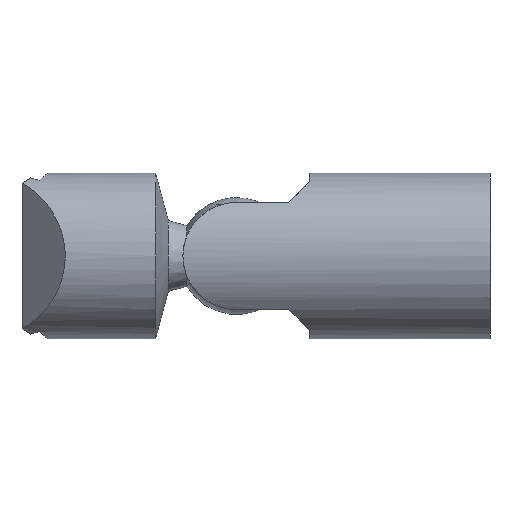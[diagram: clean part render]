
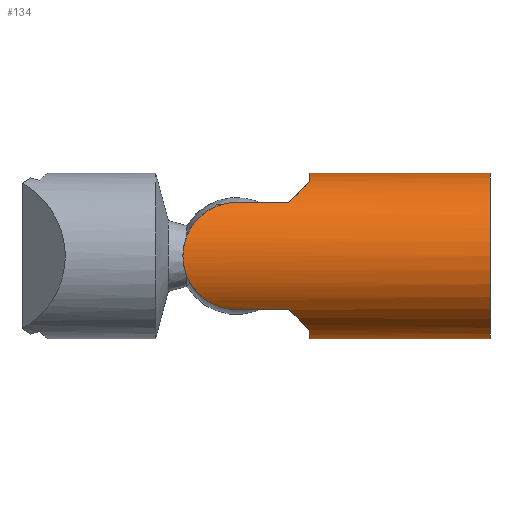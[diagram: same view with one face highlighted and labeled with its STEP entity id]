
A CAD part, front view. The second image highlights one B-rep face of the part: STEP entity #134.
In plain terms, the highlighted cylindrical face has radius 17 mm (diameter 34 mm), a partial arc.
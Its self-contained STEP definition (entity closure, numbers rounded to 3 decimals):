
#134=ADVANCED_FACE('NONE',(#265),#266,.T.);
#265=FACE_OUTER_BOUND('',#387,.T.);
#266=CYLINDRICAL_SURFACE('',#388,17.0);
#387=EDGE_LOOP('',(#714,#715,#716,#717,#718,#719,#720,#721,#722,#723));
#388=AXIS2_PLACEMENT_3D('',#724,#725,#726);
#714=ORIENTED_EDGE('',*,*,#798,.F.);
#715=ORIENTED_EDGE('',*,*,#845,.T.);
#716=ORIENTED_EDGE('',*,*,#806,.T.);
#717=ORIENTED_EDGE('',*,*,#856,.T.);
#718=ORIENTED_EDGE('',*,*,#832,.T.);
#719=ORIENTED_EDGE('',*,*,#835,.T.);
#720=ORIENTED_EDGE('',*,*,#838,.T.);
#721=ORIENTED_EDGE('',*,*,#841,.T.);
#722=ORIENTED_EDGE('',*,*,#843,.T.);
#723=ORIENTED_EDGE('',*,*,#857,.T.);
#724=CARTESIAN_POINT('',(91.0,0.0,0.));
#725=DIRECTION('',(1.0,0.0,-0.0));
#726=DIRECTION('',(0.0,0.0,1.0));
#798=EDGE_CURVE('NONE',#962,#964,#965,.T.);
#806=EDGE_CURVE('NONE',#961,#978,#980,.T.);
#832=EDGE_CURVE('NONE',#1011,#1019,#1021,.T.);
#835=EDGE_CURVE('NONE',#1019,#1023,#1025,.T.);
#838=EDGE_CURVE('NONE',#1023,#1027,#1029,.T.);
#841=EDGE_CURVE('NONE',#1027,#1031,#1033,.T.);
#843=EDGE_CURVE('NONE',#1031,#1013,#1035,.T.);
#845=EDGE_CURVE('NONE',#962,#961,#1037,.T.);
#856=EDGE_CURVE('NONE',#978,#1011,#1048,.T.);
#857=EDGE_CURVE('NONE',#1013,#964,#1049,.T.);
#961=VERTEX_POINT('NONE',#1302);
#962=VERTEX_POINT('NONE',#1303);
#964=VERTEX_POINT('NONE',#1305);
#965=LINE('',#1306,#1307);
#978=VERTEX_POINT('NONE',#1391);
#980=LINE('',#1393,#1394);
#1011=VERTEX_POINT('NONE',#1433);
#1013=VERTEX_POINT('NONE',#1436);
#1019=VERTEX_POINT('NONE',#1445);
#1021=(B_SPLINE_CURVE(3,(#1449,#1450,#1451,#1452),.UNSPECIFIED.,.F.,.F.)B_SPLINE_CURVE_WITH_KNOTS((4,4),(3.599,4.009),.UNSPECIFIED.)RATIONAL_B_SPLINE_CURVE((1.0,0.986,0.986,1.0))BOUNDED_CURVE()REPRESENTATION_ITEM('')GEOMETRIC_REPRESENTATION_ITEM()CURVE());
#1023=VERTEX_POINT('NONE',#1460);
#1025=LINE('',#1463,#1464);
#1027=VERTEX_POINT('NONE',#1466);
#1029=B_SPLINE_CURVE_WITH_KNOTS('',3,(#1469,#1470,#1471,#1472,#1473,#1474,#1475,#1476,#1477,#1478,#1479,#1480,#1481,#1482,#1483,#1484,#1485,#1486,#1487,#1488,#1489,#1490,#1491,#1492,#1493,#1494,#1495,#1496,#1497,#1498,#1499,#1500,#1501,#1502,#1503,#1504,#1505,#1506,#1507,#1508,#1509,#1510,#1511,#1512,#1513,#1514,#1515,#1516,#1517,#1518),.UNSPECIFIED.,.F.,.F.,(4,2,2,2,2,2,2,2,2,2,2,2,2,2,2,2,2,2,2,2,2,2,2,2,4),(0.,0.002,0.003,0.004,0.006,0.007,0.009,0.01,0.011,0.013,0.014,0.016,0.018,0.019,0.02,0.021,0.022,0.024,0.027,0.028,0.029,0.031,0.032,0.033,0.035),.UNSPECIFIED.);
#1031=VERTEX_POINT('NONE',#1520);
#1033=LINE('',#1523,#1524);
#1035=(B_SPLINE_CURVE(3,(#1527,#1528,#1529,#1530),.UNSPECIFIED.,.F.,.F.)B_SPLINE_CURVE_WITH_KNOTS((4,4),(2.275,2.685),.UNSPECIFIED.)RATIONAL_B_SPLINE_CURVE((1.0,0.986,0.986,1.0))BOUNDED_CURVE()REPRESENTATION_ITEM('')GEOMETRIC_REPRESENTATION_ITEM()CURVE());
#1037=CIRCLE('',#1538,17.0);
#1048=CIRCLE('',#1553,17.0);
#1049=CIRCLE('',#1554,17.0);
#1302=CARTESIAN_POINT('',(91.0,0.0,17.0));
#1303=CARTESIAN_POINT('',(91.0,0.,-17.0));
#1305=CARTESIAN_POINT('',(54.0,0.,-17.0));
#1306=CARTESIAN_POINT('',(91.0,0.,-17.0));
#1307=VECTOR('',#1642,1000.0);
#1391=CARTESIAN_POINT('',(54.,0.0,17.0));
#1393=CARTESIAN_POINT('',(91.0,0.0,17.0));
#1394=VECTOR('',#1651,1000.0);
#1433=CARTESIAN_POINT('',(54.,-7.5,15.256));
#1436=CARTESIAN_POINT('',(54.,-7.5,-15.256));
#1445=CARTESIAN_POINT('',(49.744,-12.961,11.));
#1449=CARTESIAN_POINT('',(54.,-7.5,15.256));
#1450=CARTESIAN_POINT('',(52.967,-9.601,14.223));
#1451=CARTESIAN_POINT('',(51.529,-11.447,12.785));
#1452=CARTESIAN_POINT('',(49.744,-12.961,11.));
#1460=CARTESIAN_POINT('',(39.,-12.961,11.));
#1463=CARTESIAN_POINT('',(91.0,-12.961,11.));
#1464=VECTOR('',#1684,1000.0);
#1466=CARTESIAN_POINT('',(39.,-12.961,-11.0));
#1469=CARTESIAN_POINT('',(39.,-12.961,11.));
#1470=CARTESIAN_POINT('',(38.248,-12.961,11.0));
#1471=CARTESIAN_POINT('',(37.515,-13.027,10.924));
#1472=CARTESIAN_POINT('',(36.441,-13.207,10.704));
#1473=CARTESIAN_POINT('',(36.086,-13.281,10.613));
#1474=CARTESIAN_POINT('',(35.389,-13.451,10.397));
#1475=CARTESIAN_POINT('',(35.051,-13.546,10.273));
#1476=CARTESIAN_POINT('',(34.394,-13.752,9.995));
#1477=CARTESIAN_POINT('',(34.075,-13.863,9.842));
#1478=CARTESIAN_POINT('',(33.453,-14.095,9.506));
#1479=CARTESIAN_POINT('',(33.15,-14.218,9.322));
#1480=CARTESIAN_POINT('',(32.274,-14.593,8.732));
#1481=CARTESIAN_POINT('',(31.737,-14.852,8.29));
#1482=CARTESIAN_POINT('',(30.995,-15.233,7.553));
#1483=CARTESIAN_POINT('',(30.759,-15.358,7.294));
#1484=CARTESIAN_POINT('',(30.308,-15.605,6.751));
#1485=CARTESIAN_POINT('',(30.095,-15.725,6.467));
#1486=CARTESIAN_POINT('',(29.501,-16.066,5.592));
#1487=CARTESIAN_POINT('',(29.161,-16.271,4.972));
#1488=CARTESIAN_POINT('',(28.738,-16.532,3.978));
#1489=CARTESIAN_POINT('',(28.611,-16.611,3.635));
#1490=CARTESIAN_POINT('',(28.392,-16.749,2.932));
#1491=CARTESIAN_POINT('',(28.3,-16.807,2.577));
#1492=CARTESIAN_POINT('',(28.078,-16.949,1.5));
#1493=CARTESIAN_POINT('',(28.001,-16.999,0.768));
#1494=CARTESIAN_POINT('',(27.999,-17.,-0.354));
#1495=CARTESIAN_POINT('',(28.018,-16.988,-0.73));
#1496=CARTESIAN_POINT('',(28.092,-16.94,-1.469));
#1497=CARTESIAN_POINT('',(28.148,-16.905,-1.833));
#1498=CARTESIAN_POINT('',(28.294,-16.811,-2.554));
#1499=CARTESIAN_POINT('',(28.386,-16.753,-2.911));
#1500=CARTESIAN_POINT('',(28.604,-16.615,-3.615));
#1501=CARTESIAN_POINT('',(28.731,-16.536,-3.959));
#1502=CARTESIAN_POINT('',(29.154,-16.276,-4.958));
#1503=CARTESIAN_POINT('',(29.497,-16.069,-5.586));
#1504=CARTESIAN_POINT('',(30.299,-15.608,-6.768));
#1505=CARTESIAN_POINT('',(30.747,-15.36,-7.306));
#1506=CARTESIAN_POINT('',(31.49,-14.979,-8.045));
#1507=CARTESIAN_POINT('',(31.749,-14.85,-8.279));
#1508=CARTESIAN_POINT('',(32.292,-14.592,-8.725));
#1509=CARTESIAN_POINT('',(32.575,-14.464,-8.935));
#1510=CARTESIAN_POINT('',(33.446,-14.091,-9.521));
#1511=CARTESIAN_POINT('',(34.062,-13.856,-9.855));
#1512=CARTESIAN_POINT('',(35.047,-13.547,-10.271));
#1513=CARTESIAN_POINT('',(35.387,-13.451,-10.396));
#1514=CARTESIAN_POINT('',(36.085,-13.281,-10.613));
#1515=CARTESIAN_POINT('',(36.439,-13.207,-10.704));
#1516=CARTESIAN_POINT('',(37.512,-13.027,-10.923));
#1517=CARTESIAN_POINT('',(38.246,-12.961,-11.0));
#1518=CARTESIAN_POINT('',(39.,-12.961,-11.0));
#1520=CARTESIAN_POINT('',(49.744,-12.961,-11.));
#1523=CARTESIAN_POINT('',(91.0,-12.961,-11.0));
#1524=VECTOR('',#1687,1000.0);
#1527=CARTESIAN_POINT('',(49.744,-12.961,-11.));
#1528=CARTESIAN_POINT('',(51.529,-11.447,-12.785));
#1529=CARTESIAN_POINT('',(52.967,-9.601,-14.223));
#1530=CARTESIAN_POINT('',(54.,-7.5,-15.256));
#1538=AXIS2_PLACEMENT_3D('',#1688,#1689,#1690);
#1553=AXIS2_PLACEMENT_3D('',#1695,#1696,#1697);
#1554=AXIS2_PLACEMENT_3D('',#1698,#1699,#1700);
#1642=DIRECTION('',(-1.0,0.0,0.0));
#1651=DIRECTION('',(-1.0,0.0,0.0));
#1684=DIRECTION('',(-1.0,0.0,0.0));
#1687=DIRECTION('',(1.0,0.0,0.0));
#1688=CARTESIAN_POINT('',(91.0,0.0,0.));
#1689=DIRECTION('',(-1.0,0.0,0.0));
#1690=DIRECTION('',(0.0,0.0,1.0));
#1695=CARTESIAN_POINT('',(54.,0.0,0.));
#1696=DIRECTION('',(1.0,0.0,-0.0));
#1697=DIRECTION('',(0.0,0.0,1.0));
#1698=CARTESIAN_POINT('',(54.0,0.0,0.));
#1699=DIRECTION('',(1.0,0.0,-0.0));
#1700=DIRECTION('',(0.0,0.,1.0));
